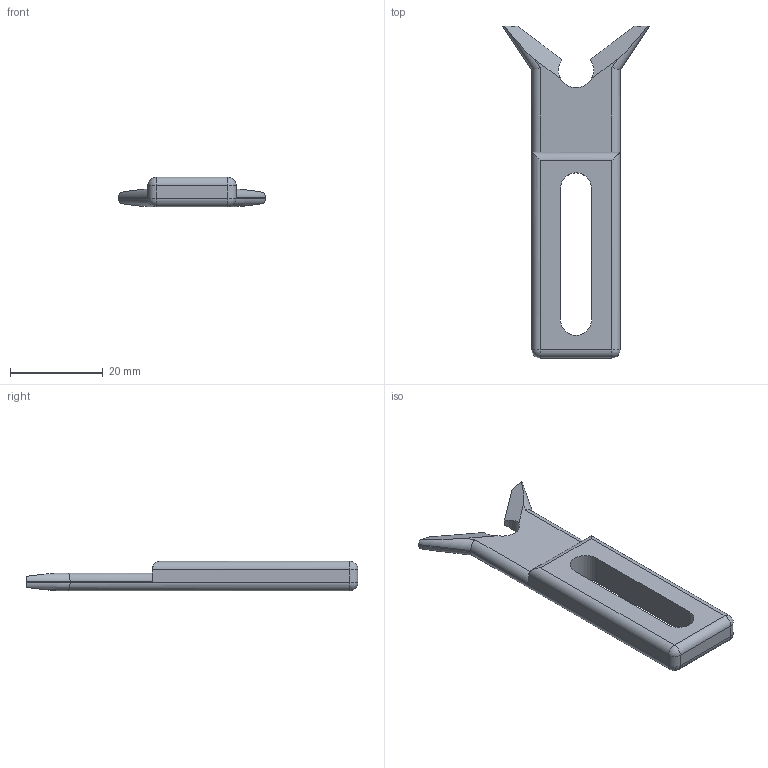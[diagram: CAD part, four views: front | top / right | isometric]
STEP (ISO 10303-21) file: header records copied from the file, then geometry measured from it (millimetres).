
FILE_DESCRIPTION(('FreeCAD Model'),'2;1');
FILE_NAME('Open CASCADE Shape Model','2021-12-15T13:45:08',('Author'),( ''),'Open CASCADE STEP processor 7.5','FreeCAD','Unknown');
FILE_SCHEMA(('AUTOMOTIVE_DESIGN { 1 0 10303 214 1 1 1 1 }'));
Length unit declared in the file: millimetre
Products named in the file (1): Body
Bounding box: 31.75 x 71.75 x 6.35 mm (x, y, z)
Volume: 5205.2 mm3; surface area: 3369 mm2
Topology: 1 solids, 1 shells, 45 faces, 117 edges, 70 vertices
Faces by surface type: plane 23, cylinder 18, sphere 4
Entity records: 2994 total; most frequent: CARTESIAN_POINT 683, DIRECTION 439, LINE 257, VECTOR 257, ORIENTED_EDGE 226, PCURVE 226, DEFINITIONAL_REPRESENTATION 226, EDGE_CURVE 113
